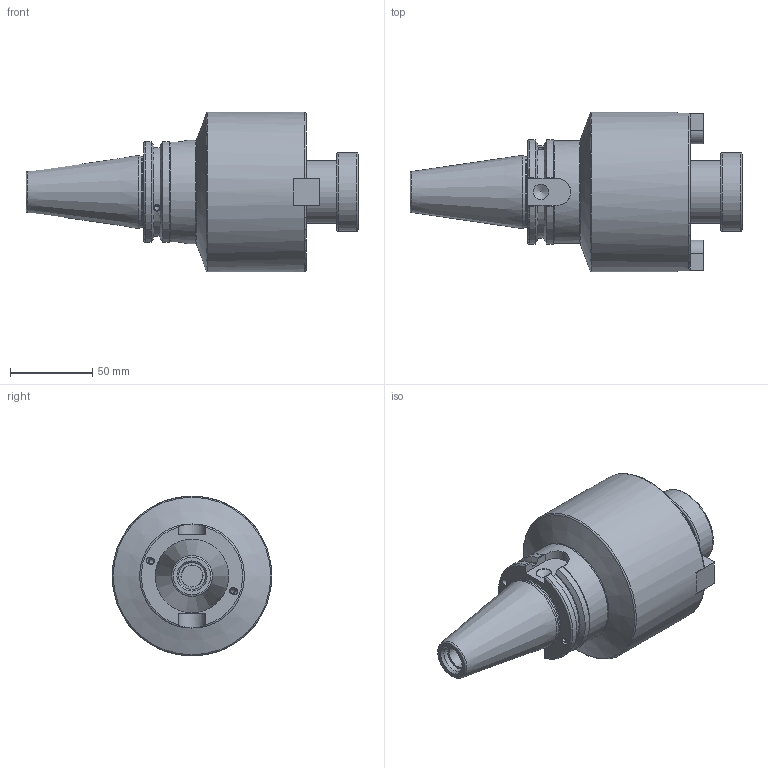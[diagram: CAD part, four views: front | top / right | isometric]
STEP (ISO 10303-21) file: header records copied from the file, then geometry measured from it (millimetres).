
FILE_DESCRIPTION(/* description */ (''),/* implementation_level */ '2;1');
FILE_NAME(/* name */ 'EK321B.stp',/* time_stamp */ '2023-06-12T10:58:10+09:00',/* author */ ('eos'),/* organization */ (''),/* preprocessor_version */ 'ST-DEVELOPER v18.1',/* originating_system */ 'Autodesk Inventor 2022',/* authorisation */ '');
FILE_SCHEMA (('AUTOMOTIVE_DESIGN { 1 0 10303 214 3 1 1 }'));
Length unit declared in the file: millimetre
Products named in the file (5): LO-CAT40ADB-SMA12.7-38; CAT50; HEX' WRENCH BOLT-UNC1_4-20x5_8L; SMA27-DRIV EKEY-SECO; COLLAR BOLT-UNF3_4-16x47L
Assembly tree (4 placements, depth 2):
  LO-CAT40ADB-SMA12.7-38
    CAT50
    SMA27-DRIV EKEY-SECO  x2
    COLLAR BOLT-UNF3_4-16x47L
  HEX' WRENCH BOLT-UNC1_4-20x5_8L
Bounding box: 201.28 x 96.85 x 96.85 mm (x, y, z)
Volume: 664980.9 mm3; surface area: 74689.2 mm2
Topology: 6 solids, 6 shells, 176 faces, 450 edges, 293 vertices
Faces by surface type: plane 83, cylinder 50, torus 22, cone 21
Full cylindrical faces by diameter (mm): 3.242 x8, 4 x2, 4.2 x2, 4.978 x2, 6.35 x2, 6.6 x2, 9.525 x3, 10.3 x2, 13 x1, 13.386 x1, 15.875 x1, 16.3 x1, 17.323 x1, 19.05 x1, 23 x1, 24 x1, 38.1 x1, 43.6 x1, 47.7 x1, 62.5 x1, 96.85 x1
Entity records: 5169 total; most frequent: CARTESIAN_POINT 1233, DIRECTION 815, ORIENTED_EDGE 778, EDGE_CURVE 389, AXIS2_PLACEMENT_3D 326, VERTEX_POINT 257, EDGE_LOOP 176, LINE 163
